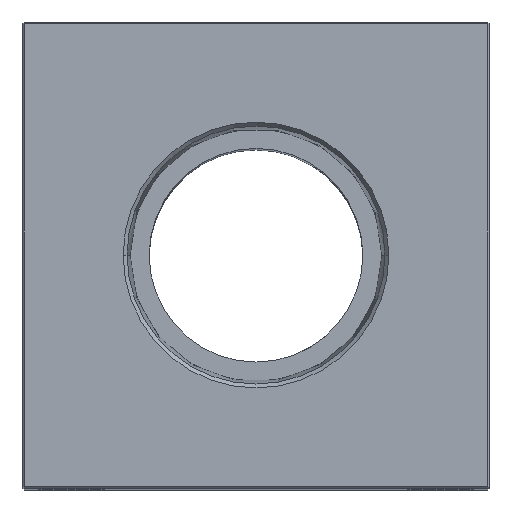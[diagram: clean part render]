
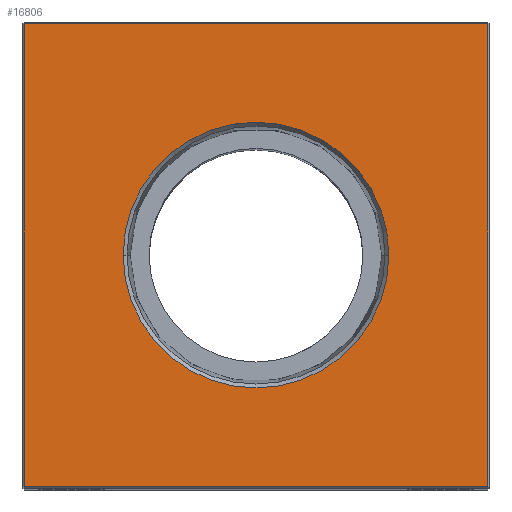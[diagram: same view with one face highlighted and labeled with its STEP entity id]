
A CAD part, top view. The second image highlights one B-rep face of the part: STEP entity #16806.
In plain terms, the highlighted planar face has unit normal (0, 0, 1).
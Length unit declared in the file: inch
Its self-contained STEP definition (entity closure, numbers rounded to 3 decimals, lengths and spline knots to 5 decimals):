
#149 = VERTEX_POINT ( 'NONE', #32429 ) ;
#408 = LINE ( 'NONE', #10057, #2454 ) ;
#1620 = DIRECTION ( 'NONE',  ( -1., 0., 0. ) ) ;
#1830 = CARTESIAN_POINT ( 'NONE',  ( 0., 0., 7. ) ) ;
#2454 = VECTOR ( 'NONE', #18152, 39.37008 ) ;
#3153 = FACE_OUTER_BOUND ( 'NONE', #21161, .T. ) ;
#3499 = CIRCLE ( 'NONE', #16521, 0.85498 ) ;
#3516 = EDGE_CURVE ( 'NONE', #149, #19204, #25230, .T. ) ;
#4169 = EDGE_CURVE ( 'NONE', #32864, #11082, #10186, .T. ) ;
#4530 = DIRECTION ( 'NONE',  ( 1., 0., 0. ) ) ;
#6527 = EDGE_CURVE ( 'NONE', #11082, #149, #32456, .T. ) ;
#6842 = CARTESIAN_POINT ( 'NONE',  ( 1.49, 0., 7. ) ) ;
#8146 = ORIENTED_EDGE ( 'NONE', *, *, #21216, .F. ) ;
#9036 = VERTEX_POINT ( 'NONE', #25238 ) ;
#10057 = CARTESIAN_POINT ( 'NONE',  ( 0., -1.49, 7. ) ) ;
#10186 = LINE ( 'NONE', #6842, #16932 ) ;
#10667 = EDGE_CURVE ( 'NONE', #18199, #9036, #3499, .T. ) ;
#11082 = VERTEX_POINT ( 'NONE', #13996 ) ;
#12116 = CIRCLE ( 'NONE', #26077, 0.85498 ) ;
#12166 = CARTESIAN_POINT ( 'NONE',  ( 0., 0., 7. ) ) ;
#12353 = VECTOR ( 'NONE', #1620, 39.37008 ) ;
#12779 = EDGE_CURVE ( 'NONE', #19204, #32864, #408, .T. ) ;
#13996 = CARTESIAN_POINT ( 'NONE',  ( 1.49, 1.49, 7. ) ) ;
#14469 = CARTESIAN_POINT ( 'NONE',  ( 0., 0., 7. ) ) ;
#14615 = PLANE ( 'NONE',  #23709 ) ;
#14725 = DIRECTION ( 'NONE',  ( -1., 0., 0. ) ) ;
#16155 = ORIENTED_EDGE ( 'NONE', *, *, #3516, .T. ) ;
#16521 = AXIS2_PLACEMENT_3D ( 'NONE', #14469, #32069, #17010 ) ;
#16806 = ADVANCED_FACE ( 'NONE', ( #3153, #16810 ), #14615, .F. ) ;
#16810 = FACE_BOUND ( 'NONE', #23069, .T. ) ;
#16932 = VECTOR ( 'NONE', #29160, 39.37008 ) ;
#17010 = DIRECTION ( 'NONE',  ( 1., 0., 0. ) ) ;
#18049 = CARTESIAN_POINT ( 'NONE',  ( 0.85498, 0., 7. ) ) ;
#18152 = DIRECTION ( 'NONE',  ( 1., 0., 0. ) ) ;
#18199 = VERTEX_POINT ( 'NONE', #18049 ) ;
#19204 = VERTEX_POINT ( 'NONE', #31736 ) ;
#19778 = ORIENTED_EDGE ( 'NONE', *, *, #12779, .T. ) ;
#19791 = DIRECTION ( 'NONE',  ( 0., 0., 1. ) ) ;
#21015 = ORIENTED_EDGE ( 'NONE', *, *, #4169, .T. ) ;
#21161 = EDGE_LOOP ( 'NONE', ( #16155, #19778, #21015, #29118 ) ) ;
#21216 = EDGE_CURVE ( 'NONE', #9036, #18199, #12116, .T. ) ;
#22016 = CARTESIAN_POINT ( 'NONE',  ( -1.49, 0., 7. ) ) ;
#23069 = EDGE_LOOP ( 'NONE', ( #23594, #8146 ) ) ;
#23594 = ORIENTED_EDGE ( 'NONE', *, *, #10667, .F. ) ;
#23709 = AXIS2_PLACEMENT_3D ( 'NONE', #12166, #29776, #14725 ) ;
#24960 = DIRECTION ( 'NONE',  ( 0., -1., 0. ) ) ;
#25230 = LINE ( 'NONE', #22016, #31948 ) ;
#25238 = CARTESIAN_POINT ( 'NONE',  ( -0.85498, 0., 7. ) ) ;
#26077 = AXIS2_PLACEMENT_3D ( 'NONE', #1830, #19791, #4530 ) ;
#29118 = ORIENTED_EDGE ( 'NONE', *, *, #6527, .T. ) ;
#29160 = DIRECTION ( 'NONE',  ( 0., 1., 0. ) ) ;
#29776 = DIRECTION ( 'NONE',  ( 0., 0., -1. ) ) ;
#31736 = CARTESIAN_POINT ( 'NONE',  ( -1.49, -1.49, 7. ) ) ;
#31948 = VECTOR ( 'NONE', #24960, 39.37008 ) ;
#32069 = DIRECTION ( 'NONE',  ( 0., 0., 1. ) ) ;
#32302 = CARTESIAN_POINT ( 'NONE',  ( 0., 1.49, 7. ) ) ;
#32429 = CARTESIAN_POINT ( 'NONE',  ( -1.49, 1.49, 7. ) ) ;
#32454 = CARTESIAN_POINT ( 'NONE',  ( 1.49, -1.49, 7. ) ) ;
#32456 = LINE ( 'NONE', #32302, #12353 ) ;
#32864 = VERTEX_POINT ( 'NONE', #32454 ) ;
